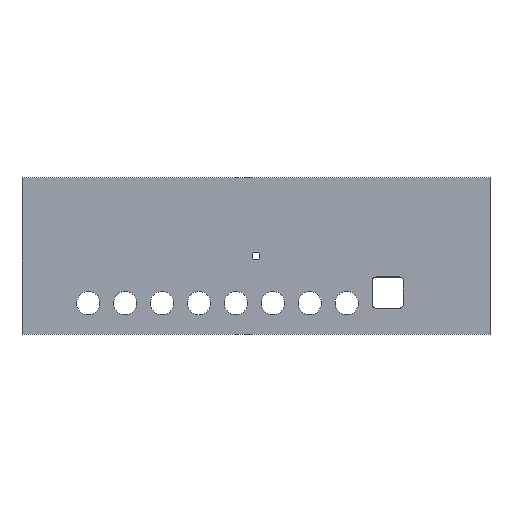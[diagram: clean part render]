
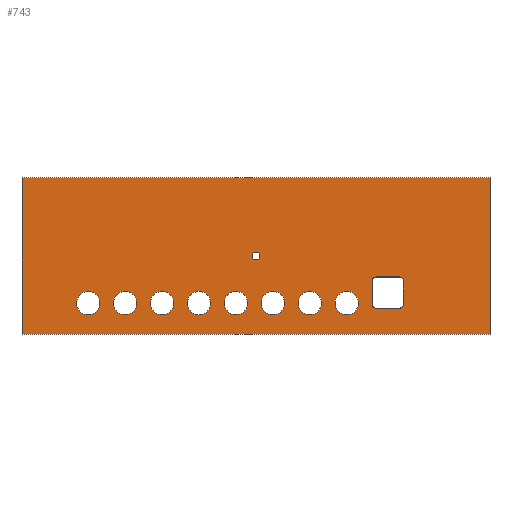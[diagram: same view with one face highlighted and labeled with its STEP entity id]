
A CAD part, top view. The second image highlights one B-rep face of the part: STEP entity #743.
In plain terms, the highlighted planar face has unit normal (0, 0, 1).
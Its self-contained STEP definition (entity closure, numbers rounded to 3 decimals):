
#24 = VERTEX_POINT('',#25);
#25 = CARTESIAN_POINT('',(-60.15,20.1,3.2));
#31 = EDGE_CURVE('',#24,#32,#34,.T.);
#32 = VERTEX_POINT('',#33);
#33 = CARTESIAN_POINT('',(60.15,20.1,3.2));
#34 = LINE('',#35,#36);
#35 = CARTESIAN_POINT('',(-60.15,20.1,3.2));
#36 = VECTOR('',#37,1.);
#37 = DIRECTION('',(1.,0.,0.));
#62 = EDGE_CURVE('',#32,#63,#65,.T.);
#63 = VERTEX_POINT('',#64);
#64 = CARTESIAN_POINT('',(60.15,-20.1,3.2));
#65 = LINE('',#66,#67);
#66 = CARTESIAN_POINT('',(60.15,20.1,3.2));
#67 = VECTOR('',#68,1.);
#68 = DIRECTION('',(0.,-1.,0.));
#93 = EDGE_CURVE('',#63,#94,#96,.T.);
#94 = VERTEX_POINT('',#95);
#95 = CARTESIAN_POINT('',(-60.15,-20.1,3.2));
#96 = LINE('',#97,#98);
#97 = CARTESIAN_POINT('',(60.15,-20.1,3.2));
#98 = VECTOR('',#99,1.);
#99 = DIRECTION('',(-1.,0.,0.));
#124 = EDGE_CURVE('',#94,#24,#125,.T.);
#125 = LINE('',#126,#127);
#126 = CARTESIAN_POINT('',(-60.15,-20.1,3.2));
#127 = VECTOR('',#128,1.);
#128 = DIRECTION('',(0.,1.,0.));
#148 = VERTEX_POINT('',#149);
#149 = CARTESIAN_POINT('',(36.85,-5.4,3.2));
#155 = EDGE_CURVE('',#148,#156,#158,.T.);
#156 = VERTEX_POINT('',#157);
#157 = CARTESIAN_POINT('',(30.85,-5.4,3.2));
#158 = LINE('',#159,#160);
#159 = CARTESIAN_POINT('',(36.85,-5.4,3.2));
#160 = VECTOR('',#161,1.);
#161 = DIRECTION('',(-1.,0.,0.));
#186 = EDGE_CURVE('',#156,#187,#189,.T.);
#187 = VERTEX_POINT('',#188);
#188 = CARTESIAN_POINT('',(29.85,-6.4,3.2));
#189 = CIRCLE('',#190,1.);
#190 = AXIS2_PLACEMENT_3D('',#191,#192,#193);
#191 = CARTESIAN_POINT('',(30.85,-6.4,3.2));
#192 = DIRECTION('',(0.,0.,1.));
#193 = DIRECTION('',(1.,0.,0.));
#219 = EDGE_CURVE('',#187,#220,#222,.T.);
#220 = VERTEX_POINT('',#221);
#221 = CARTESIAN_POINT('',(29.85,-12.4,3.2));
#222 = LINE('',#223,#224);
#223 = CARTESIAN_POINT('',(29.85,-6.4,3.2));
#224 = VECTOR('',#225,1.);
#225 = DIRECTION('',(0.,-1.,0.));
#250 = EDGE_CURVE('',#220,#251,#253,.T.);
#251 = VERTEX_POINT('',#252);
#252 = CARTESIAN_POINT('',(30.85,-13.4,3.2));
#253 = CIRCLE('',#254,1.);
#254 = AXIS2_PLACEMENT_3D('',#255,#256,#257);
#255 = CARTESIAN_POINT('',(30.85,-12.4,3.2));
#256 = DIRECTION('',(0.,0.,1.));
#257 = DIRECTION('',(1.,0.,0.));
#283 = EDGE_CURVE('',#251,#284,#286,.T.);
#284 = VERTEX_POINT('',#285);
#285 = CARTESIAN_POINT('',(36.85,-13.4,3.2));
#286 = LINE('',#287,#288);
#287 = CARTESIAN_POINT('',(30.85,-13.4,3.2));
#288 = VECTOR('',#289,1.);
#289 = DIRECTION('',(1.,0.,0.));
#314 = EDGE_CURVE('',#284,#315,#317,.T.);
#315 = VERTEX_POINT('',#316);
#316 = CARTESIAN_POINT('',(37.85,-12.4,3.2));
#317 = CIRCLE('',#318,1.);
#318 = AXIS2_PLACEMENT_3D('',#319,#320,#321);
#319 = CARTESIAN_POINT('',(36.85,-12.4,3.2));
#320 = DIRECTION('',(0.,0.,1.));
#321 = DIRECTION('',(1.,0.,0.));
#347 = EDGE_CURVE('',#315,#348,#350,.T.);
#348 = VERTEX_POINT('',#349);
#349 = CARTESIAN_POINT('',(37.85,-6.4,3.2));
#350 = LINE('',#351,#352);
#351 = CARTESIAN_POINT('',(37.85,-12.4,3.2));
#352 = VECTOR('',#353,1.);
#353 = DIRECTION('',(0.,1.,0.));
#378 = EDGE_CURVE('',#348,#148,#379,.T.);
#379 = CIRCLE('',#380,1.);
#380 = AXIS2_PLACEMENT_3D('',#381,#382,#383);
#381 = CARTESIAN_POINT('',(36.85,-6.4,3.2));
#382 = DIRECTION('',(0.,0.,1.));
#383 = DIRECTION('',(1.,0.,0.));
#404 = VERTEX_POINT('',#405);
#405 = CARTESIAN_POINT('',(26.35,-12.1,3.2));
#411 = EDGE_CURVE('',#404,#404,#412,.T.);
#412 = CIRCLE('',#413,3.);
#413 = AXIS2_PLACEMENT_3D('',#414,#415,#416);
#414 = CARTESIAN_POINT('',(23.35,-12.1,3.2));
#415 = DIRECTION('',(0.,0.,1.));
#416 = DIRECTION('',(1.,0.,0.));
#437 = VERTEX_POINT('',#438);
#438 = CARTESIAN_POINT('',(7.35,-12.1,3.2));
#444 = EDGE_CURVE('',#437,#437,#445,.T.);
#445 = CIRCLE('',#446,3.);
#446 = AXIS2_PLACEMENT_3D('',#447,#448,#449);
#447 = CARTESIAN_POINT('',(4.35,-12.1,3.2));
#448 = DIRECTION('',(0.,0.,1.));
#449 = DIRECTION('',(1.,0.,0.));
#470 = VERTEX_POINT('',#471);
#471 = CARTESIAN_POINT('',(-2.15,-12.1,3.2));
#477 = EDGE_CURVE('',#470,#470,#478,.T.);
#478 = CIRCLE('',#479,3.);
#479 = AXIS2_PLACEMENT_3D('',#480,#481,#482);
#480 = CARTESIAN_POINT('',(-5.15,-12.1,3.2));
#481 = DIRECTION('',(0.,0.,1.));
#482 = DIRECTION('',(1.,0.,0.));
#503 = VERTEX_POINT('',#504);
#504 = CARTESIAN_POINT('',(16.85,-12.1,3.2));
#510 = EDGE_CURVE('',#503,#503,#511,.T.);
#511 = CIRCLE('',#512,3.);
#512 = AXIS2_PLACEMENT_3D('',#513,#514,#515);
#513 = CARTESIAN_POINT('',(13.85,-12.1,3.2));
#514 = DIRECTION('',(0.,0.,1.));
#515 = DIRECTION('',(1.,0.,0.));
#536 = VERTEX_POINT('',#537);
#537 = CARTESIAN_POINT('',(-11.65,-12.1,3.2));
#543 = EDGE_CURVE('',#536,#536,#544,.T.);
#544 = CIRCLE('',#545,3.);
#545 = AXIS2_PLACEMENT_3D('',#546,#547,#548);
#546 = CARTESIAN_POINT('',(-14.65,-12.1,3.2));
#547 = DIRECTION('',(0.,0.,1.));
#548 = DIRECTION('',(1.,0.,0.));
#569 = VERTEX_POINT('',#570);
#570 = CARTESIAN_POINT('',(-21.15,-12.1,3.2));
#576 = EDGE_CURVE('',#569,#569,#577,.T.);
#577 = CIRCLE('',#578,3.);
#578 = AXIS2_PLACEMENT_3D('',#579,#580,#581);
#579 = CARTESIAN_POINT('',(-24.15,-12.1,3.2));
#580 = DIRECTION('',(0.,0.,1.));
#581 = DIRECTION('',(1.,0.,0.));
#602 = VERTEX_POINT('',#603);
#603 = CARTESIAN_POINT('',(-30.65,-12.1,3.2));
#609 = EDGE_CURVE('',#602,#602,#610,.T.);
#610 = CIRCLE('',#611,3.);
#611 = AXIS2_PLACEMENT_3D('',#612,#613,#614);
#612 = CARTESIAN_POINT('',(-33.65,-12.1,3.2));
#613 = DIRECTION('',(0.,0.,1.));
#614 = DIRECTION('',(1.,0.,0.));
#635 = VERTEX_POINT('',#636);
#636 = CARTESIAN_POINT('',(-40.15,-12.1,3.2));
#642 = EDGE_CURVE('',#635,#635,#643,.T.);
#643 = CIRCLE('',#644,3.);
#644 = AXIS2_PLACEMENT_3D('',#645,#646,#647);
#645 = CARTESIAN_POINT('',(-43.15,-12.1,3.2));
#646 = DIRECTION('',(0.,0.,1.));
#647 = DIRECTION('',(1.,0.,0.));
#668 = VERTEX_POINT('',#669);
#669 = CARTESIAN_POINT('',(1.02,0.,3.2));
#675 = EDGE_CURVE('',#668,#668,#676,.T.);
#676 = CIRCLE('',#677,1.02);
#677 = AXIS2_PLACEMENT_3D('',#678,#679,#680);
#678 = CARTESIAN_POINT('',(0.,0.,3.2));
#679 = DIRECTION('',(0.,0.,1.));
#680 = DIRECTION('',(1.,0.,0.));
#743 = ADVANCED_FACE('',(#744,#750,#760,#763,#766,#769,#772,#775,#778,
    #781,#784),#787,.T.);
#744 = FACE_BOUND('',#745,.F.);
#745 = EDGE_LOOP('',(#746,#747,#748,#749));
#746 = ORIENTED_EDGE('',*,*,#31,.T.);
#747 = ORIENTED_EDGE('',*,*,#62,.T.);
#748 = ORIENTED_EDGE('',*,*,#93,.T.);
#749 = ORIENTED_EDGE('',*,*,#124,.T.);
#750 = FACE_BOUND('',#751,.F.);
#751 = EDGE_LOOP('',(#752,#753,#754,#755,#756,#757,#758,#759));
#752 = ORIENTED_EDGE('',*,*,#155,.T.);
#753 = ORIENTED_EDGE('',*,*,#186,.T.);
#754 = ORIENTED_EDGE('',*,*,#219,.T.);
#755 = ORIENTED_EDGE('',*,*,#250,.T.);
#756 = ORIENTED_EDGE('',*,*,#283,.T.);
#757 = ORIENTED_EDGE('',*,*,#314,.T.);
#758 = ORIENTED_EDGE('',*,*,#347,.T.);
#759 = ORIENTED_EDGE('',*,*,#378,.T.);
#760 = FACE_BOUND('',#761,.F.);
#761 = EDGE_LOOP('',(#762));
#762 = ORIENTED_EDGE('',*,*,#411,.T.);
#763 = FACE_BOUND('',#764,.F.);
#764 = EDGE_LOOP('',(#765));
#765 = ORIENTED_EDGE('',*,*,#444,.T.);
#766 = FACE_BOUND('',#767,.F.);
#767 = EDGE_LOOP('',(#768));
#768 = ORIENTED_EDGE('',*,*,#477,.T.);
#769 = FACE_BOUND('',#770,.F.);
#770 = EDGE_LOOP('',(#771));
#771 = ORIENTED_EDGE('',*,*,#510,.T.);
#772 = FACE_BOUND('',#773,.F.);
#773 = EDGE_LOOP('',(#774));
#774 = ORIENTED_EDGE('',*,*,#543,.T.);
#775 = FACE_BOUND('',#776,.F.);
#776 = EDGE_LOOP('',(#777));
#777 = ORIENTED_EDGE('',*,*,#576,.T.);
#778 = FACE_BOUND('',#779,.F.);
#779 = EDGE_LOOP('',(#780));
#780 = ORIENTED_EDGE('',*,*,#609,.T.);
#781 = FACE_BOUND('',#782,.F.);
#782 = EDGE_LOOP('',(#783));
#783 = ORIENTED_EDGE('',*,*,#642,.T.);
#784 = FACE_BOUND('',#785,.F.);
#785 = EDGE_LOOP('',(#786));
#786 = ORIENTED_EDGE('',*,*,#675,.T.);
#787 = PLANE('',#788);
#788 = AXIS2_PLACEMENT_3D('',#789,#790,#791);
#789 = CARTESIAN_POINT('',(-0.44,-3.726,3.2));
#790 = DIRECTION('',(0.,0.,1.));
#791 = DIRECTION('',(1.,0.,0.));
